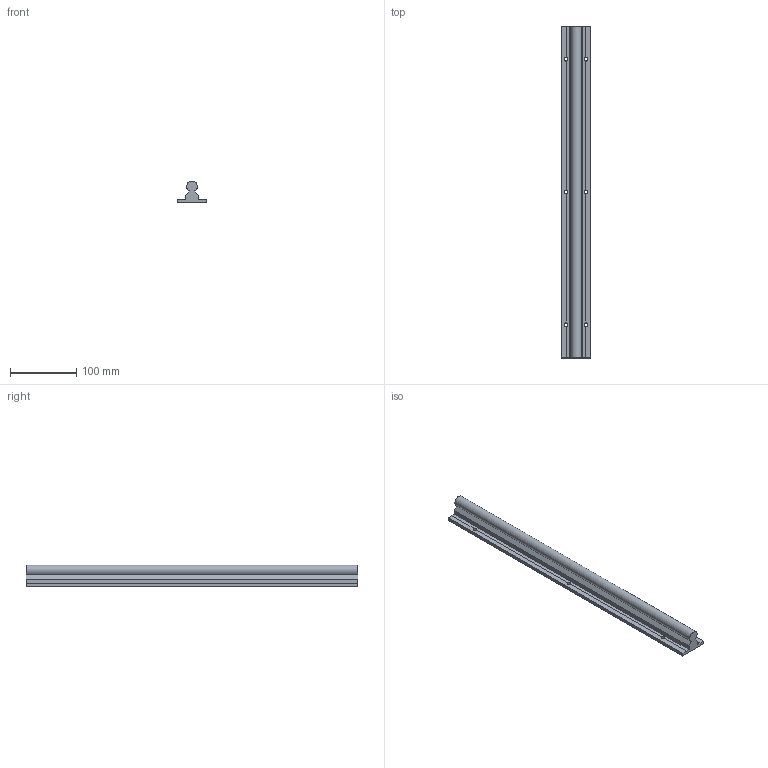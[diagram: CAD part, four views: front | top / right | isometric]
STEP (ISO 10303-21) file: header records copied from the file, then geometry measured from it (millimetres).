
FILE_DESCRIPTION(('FreeCAD Model'),'2;1');
FILE_NAME('SBR 16 RAIL.step', '2021-03-30T12:13:53',('Author'),(''), 'Open CASCADE STEP processor 7.3','FreeCAD','Unknown');
FILE_SCHEMA(('AUTOMOTIVE_DESIGN { 1 0 10303 214 1 1 1 1 }'));
Length unit declared in the file: millimetre
Products named in the file (1): SBR_16
Bounding box: 45 x 500 x 33 mm (x, y, z)
Volume: 313674.4 mm3; surface area: 78026.1 mm2
Topology: 1 solids, 1 shells, 20 faces, 72 edges, 48 vertices
Faces by surface type: plane 13, cylinder 7
Full cylindrical faces by diameter (mm): 5.5 x6
Entity records: 1790 total; most frequent: CARTESIAN_POINT 339, DIRECTION 275, LINE 164, VECTOR 164, ORIENTED_EDGE 144, PCURVE 144, DEFINITIONAL_REPRESENTATION 144, EDGE_CURVE 72
